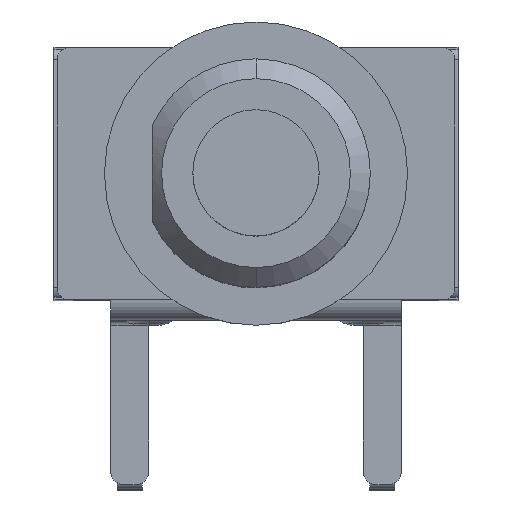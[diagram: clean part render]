
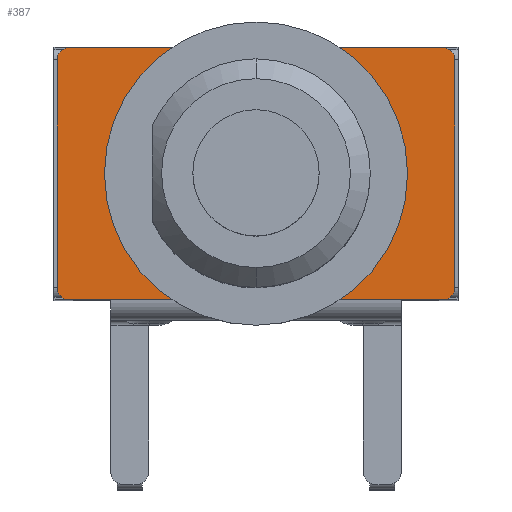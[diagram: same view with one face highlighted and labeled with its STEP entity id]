
A CAD part, top view. The second image highlights one B-rep face of the part: STEP entity #387.
In plain terms, the highlighted planar face has unit normal (0, 0, 1).
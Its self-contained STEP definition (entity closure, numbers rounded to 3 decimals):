
#65 = EDGE_CURVE ( 'NONE', #3216, #5716, #638, .T. ) ;
#284 = EDGE_CURVE ( 'NONE', #5749, #8972, #3789, .T. ) ;
#303 = VECTOR ( 'NONE', #6856, 1000. ) ;
#314 = ORIENTED_EDGE ( 'NONE', *, *, #726, .T. ) ;
#387 = ADVANCED_FACE ( 'NONE', ( #5343 ), #6227, .T. ) ;
#402 = AXIS2_PLACEMENT_3D ( 'NONE', #895, #8087, #8121 ) ;
#403 = DIRECTION ( 'NONE',  ( 1., 0., 0. ) ) ;
#470 = ORIENTED_EDGE ( 'NONE', *, *, #4268, .T. ) ;
#520 = CIRCLE ( 'NONE', #4064, 0.25 ) ;
#547 = DIRECTION ( 'NONE',  ( 1., 0., 0. ) ) ;
#638 = CIRCLE ( 'NONE', #1355, 0.25 ) ;
#726 = EDGE_CURVE ( 'NONE', #7056, #3216, #4781, .T. ) ;
#845 = EDGE_CURVE ( 'NONE', #9053, #2369, #3547, .T. ) ;
#882 = LINE ( 'NONE', #3870, #6929 ) ;
#895 = CARTESIAN_POINT ( 'NONE',  ( -3.75, 2.29, 7.74 ) ) ;
#932 = ORIENTED_EDGE ( 'NONE', *, *, #845, .T. ) ;
#1040 = CARTESIAN_POINT ( 'NONE',  ( -2.92, -2.54, 7.74 ) ) ;
#1080 = CARTESIAN_POINT ( 'NONE',  ( 3.75, 2.29, 7.74 ) ) ;
#1355 = AXIS2_PLACEMENT_3D ( 'NONE', #5640, #4972, #3483 ) ;
#1432 = CARTESIAN_POINT ( 'NONE',  ( 3.75, -2.54, 7.74 ) ) ;
#1654 = DIRECTION ( 'NONE',  ( 0., 0., 1. ) ) ;
#1760 = VECTOR ( 'NONE', #547, 1000. ) ;
#1810 = LINE ( 'NONE', #2334, #2269 ) ;
#1839 = EDGE_CURVE ( 'NONE', #8972, #6857, #1810, .T. ) ;
#1850 = CARTESIAN_POINT ( 'NONE',  ( 4., -2.29, 7.74 ) ) ;
#2199 = EDGE_CURVE ( 'NONE', #2369, #7056, #882, .T. ) ;
#2269 = VECTOR ( 'NONE', #7331, 1000. ) ;
#2334 = CARTESIAN_POINT ( 'NONE',  ( -4., -2.794, 7.74 ) ) ;
#2369 = VERTEX_POINT ( 'NONE', #1040 ) ;
#2419 = CARTESIAN_POINT ( 'NONE',  ( 4., 2.29, 7.74 ) ) ;
#2523 = DIRECTION ( 'NONE',  ( 1., 0., 0. ) ) ;
#2679 = CARTESIAN_POINT ( 'NONE',  ( -4.4, -2.54, 7.74 ) ) ;
#2968 = CARTESIAN_POINT ( 'NONE',  ( 3.75, 2.54, 7.74 ) ) ;
#3138 = DIRECTION ( 'NONE',  ( 1., 0., 0. ) ) ;
#3216 = VERTEX_POINT ( 'NONE', #1432 ) ;
#3252 = VERTEX_POINT ( 'NONE', #2419 ) ;
#3354 = CARTESIAN_POINT ( 'NONE',  ( 4., -2.794, 7.74 ) ) ;
#3379 = ORIENTED_EDGE ( 'NONE', *, *, #6202, .T. ) ;
#3450 = CARTESIAN_POINT ( 'NONE',  ( -4.4, -2.794, 7.74 ) ) ;
#3483 = DIRECTION ( 'NONE',  ( 1., 0., 0. ) ) ;
#3547 = LINE ( 'NONE', #2679, #1760 ) ;
#3789 = CIRCLE ( 'NONE', #402, 0.25 ) ;
#3870 = CARTESIAN_POINT ( 'NONE',  ( -4.4, -2.54, 7.74 ) ) ;
#4034 = DIRECTION ( 'NONE',  ( 0., 1., 0. ) ) ;
#4064 = AXIS2_PLACEMENT_3D ( 'NONE', #1080, #8295, #2523 ) ;
#4268 = EDGE_CURVE ( 'NONE', #8983, #5749, #6678, .T. ) ;
#4300 = EDGE_CURVE ( 'NONE', #3252, #8983, #520, .T. ) ;
#4452 = ORIENTED_EDGE ( 'NONE', *, *, #284, .T. ) ;
#4781 = LINE ( 'NONE', #7521, #7891 ) ;
#4972 = DIRECTION ( 'NONE',  ( 0., 0., 1. ) ) ;
#5006 = EDGE_CURVE ( 'NONE', #6857, #9053, #8212, .T. ) ;
#5199 = ORIENTED_EDGE ( 'NONE', *, *, #2199, .T. ) ;
#5343 = FACE_OUTER_BOUND ( 'NONE', #8381, .T. ) ;
#5420 = CARTESIAN_POINT ( 'NONE',  ( -4.4, 2.54, 7.74 ) ) ;
#5521 = CARTESIAN_POINT ( 'NONE',  ( -4., -2.29, 7.74 ) ) ;
#5640 = CARTESIAN_POINT ( 'NONE',  ( 3.75, -2.29, 7.74 ) ) ;
#5716 = VERTEX_POINT ( 'NONE', #1850 ) ;
#5749 = VERTEX_POINT ( 'NONE', #6336 ) ;
#5910 = CARTESIAN_POINT ( 'NONE',  ( -3.75, -2.29, 7.74 ) ) ;
#6202 = EDGE_CURVE ( 'NONE', #5716, #3252, #8348, .T. ) ;
#6227 = PLANE ( 'NONE',  #7890 ) ;
#6336 = CARTESIAN_POINT ( 'NONE',  ( -3.75, 2.54, 7.74 ) ) ;
#6427 = VECTOR ( 'NONE', #4034, 1000. ) ;
#6492 = ORIENTED_EDGE ( 'NONE', *, *, #5006, .T. ) ;
#6678 = LINE ( 'NONE', #5420, #303 ) ;
#6748 = DIRECTION ( 'NONE',  ( 1., 0., 0. ) ) ;
#6856 = DIRECTION ( 'NONE',  ( -1., 0., 0. ) ) ;
#6857 = VERTEX_POINT ( 'NONE', #5521 ) ;
#6929 = VECTOR ( 'NONE', #3138, 1000. ) ;
#7056 = VERTEX_POINT ( 'NONE', #7826 ) ;
#7331 = DIRECTION ( 'NONE',  ( 0., -1., 0. ) ) ;
#7455 = ORIENTED_EDGE ( 'NONE', *, *, #4300, .T. ) ;
#7521 = CARTESIAN_POINT ( 'NONE',  ( -4.4, -2.54, 7.74 ) ) ;
#7826 = CARTESIAN_POINT ( 'NONE',  ( 2.92, -2.54, 7.74 ) ) ;
#7890 = AXIS2_PLACEMENT_3D ( 'NONE', #3450, #8428, #9065 ) ;
#7891 = VECTOR ( 'NONE', #403, 1000. ) ;
#8087 = DIRECTION ( 'NONE',  ( 0., 0., 1. ) ) ;
#8121 = DIRECTION ( 'NONE',  ( 1., 0., 0. ) ) ;
#8212 = CIRCLE ( 'NONE', #8607, 0.25 ) ;
#8295 = DIRECTION ( 'NONE',  ( 0., 0., 1. ) ) ;
#8348 = LINE ( 'NONE', #3354, #6427 ) ;
#8367 = ORIENTED_EDGE ( 'NONE', *, *, #1839, .T. ) ;
#8381 = EDGE_LOOP ( 'NONE', ( #6492, #932, #5199, #314, #8466, #3379, #7455, #470, #4452, #8367 ) ) ;
#8428 = DIRECTION ( 'NONE',  ( 0., 0., 1. ) ) ;
#8466 = ORIENTED_EDGE ( 'NONE', *, *, #65, .T. ) ;
#8607 = AXIS2_PLACEMENT_3D ( 'NONE', #5910, #1654, #6748 ) ;
#8693 = CARTESIAN_POINT ( 'NONE',  ( -3.75, -2.54, 7.74 ) ) ;
#8972 = VERTEX_POINT ( 'NONE', #9188 ) ;
#8983 = VERTEX_POINT ( 'NONE', #2968 ) ;
#9053 = VERTEX_POINT ( 'NONE', #8693 ) ;
#9065 = DIRECTION ( 'NONE',  ( 1., 0., 0. ) ) ;
#9188 = CARTESIAN_POINT ( 'NONE',  ( -4., 2.29, 7.74 ) ) ;
